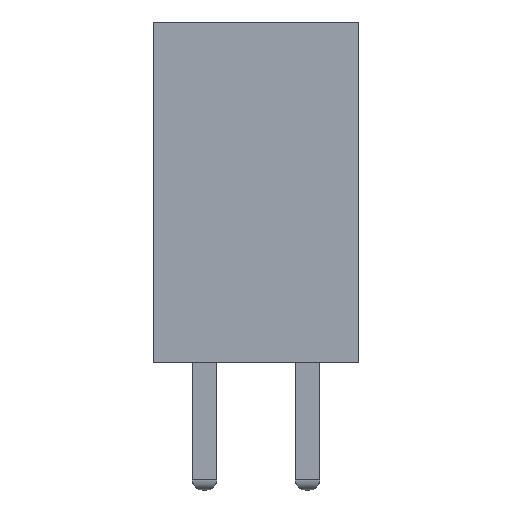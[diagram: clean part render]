
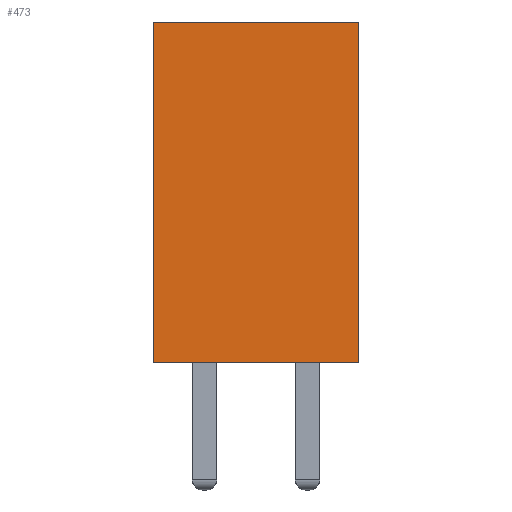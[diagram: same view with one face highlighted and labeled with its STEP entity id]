
A CAD part, left-side view. The second image highlights one B-rep face of the part: STEP entity #473.
In plain terms, the highlighted planar face has unit normal (-1, 0, 0).
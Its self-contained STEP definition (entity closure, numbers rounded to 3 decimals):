
#212 = AXIS2_PLACEMENT_3D ( 'NONE', #305, #660, #1005 ) ;
#261 = EDGE_CURVE ( 'NONE', #435, #431, #565, .T. ) ;
#266 = FACE_OUTER_BOUND ( 'NONE', #333, .T. ) ;
#299 = EDGE_CURVE ( 'NONE', #823, #435, #654, .T. ) ;
#305 = CARTESIAN_POINT ( 'NONE',  ( -1.25, 0., 0. ) ) ;
#330 = ORIENTED_EDGE ( 'NONE', *, *, #693, .F. ) ;
#333 = EDGE_LOOP ( 'NONE', ( #1085, #330, #479, #1051 ) ) ;
#403 = PLANE ( 'NONE',  #212 ) ;
#431 = VERTEX_POINT ( 'NONE', #900 ) ;
#435 = VERTEX_POINT ( 'NONE', #880 ) ;
#463 = CARTESIAN_POINT ( 'NONE',  ( -1.25, 0., 8.4 ) ) ;
#473 = ADVANCED_FACE ( 'NONE', ( #266 ), #403, .F. ) ;
#476 = CARTESIAN_POINT ( 'NONE',  ( -1.25, 0., 0. ) ) ;
#479 = ORIENTED_EDGE ( 'NONE', *, *, #261, .F. ) ;
#545 = VECTOR ( 'NONE', #1286, 1000. ) ;
#565 = LINE ( 'NONE', #756, #545 ) ;
#572 = LINE ( 'NONE', #476, #1006 ) ;
#654 = LINE ( 'NONE', #463, #867 ) ;
#660 = DIRECTION ( 'NONE',  ( 1., 0., 0. ) ) ;
#678 = DIRECTION ( 'NONE',  ( 0., 1., 0. ) ) ;
#691 = CARTESIAN_POINT ( 'NONE',  ( -1.25, 12.7, 0. ) ) ;
#693 = EDGE_CURVE ( 'NONE', #431, #1221, #572, .T. ) ;
#728 = VECTOR ( 'NONE', #872, 1000. ) ;
#756 = CARTESIAN_POINT ( 'NONE',  ( -1.25, 7.62, 0. ) ) ;
#765 = LINE ( 'NONE', #1078, #728 ) ;
#823 = VERTEX_POINT ( 'NONE', #1215 ) ;
#867 = VECTOR ( 'NONE', #1067, 1000. ) ;
#872 = DIRECTION ( 'NONE',  ( 0., 0., 1. ) ) ;
#880 = CARTESIAN_POINT ( 'NONE',  ( -1.25, 7.62, 8.4 ) ) ;
#900 = CARTESIAN_POINT ( 'NONE',  ( -1.25, 7.62, 0. ) ) ;
#1005 = DIRECTION ( 'NONE',  ( 0., 0., -1. ) ) ;
#1006 = VECTOR ( 'NONE', #678, 1000. ) ;
#1045 = EDGE_CURVE ( 'NONE', #1221, #823, #765, .T. ) ;
#1051 = ORIENTED_EDGE ( 'NONE', *, *, #299, .F. ) ;
#1067 = DIRECTION ( 'NONE',  ( 0., -1., 0. ) ) ;
#1078 = CARTESIAN_POINT ( 'NONE',  ( -1.25, 12.7, 0. ) ) ;
#1085 = ORIENTED_EDGE ( 'NONE', *, *, #1045, .F. ) ;
#1215 = CARTESIAN_POINT ( 'NONE',  ( -1.25, 12.7, 8.4 ) ) ;
#1221 = VERTEX_POINT ( 'NONE', #691 ) ;
#1286 = DIRECTION ( 'NONE',  ( 0., 0., -1. ) ) ;
